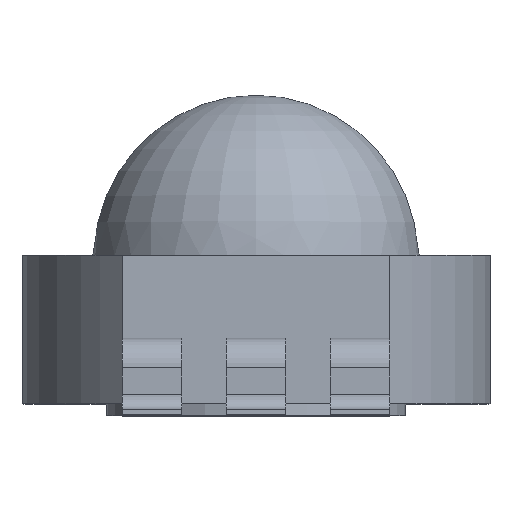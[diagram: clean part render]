
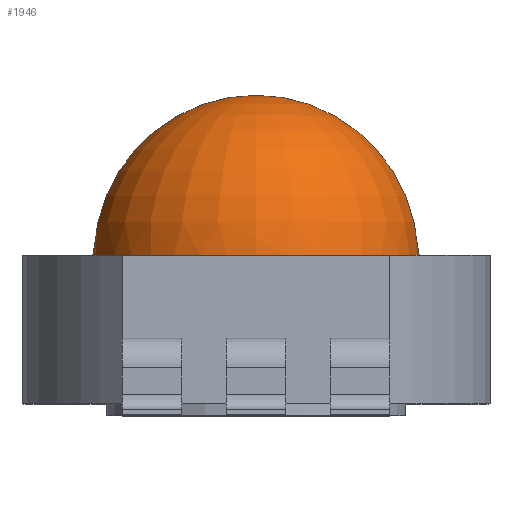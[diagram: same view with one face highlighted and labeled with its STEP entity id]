
A CAD part, top view. The second image highlights one B-rep face of the part: STEP entity #1946.
In plain terms, the highlighted toroidal (fillet/blend) face has major radius 0.001 mm and minor radius 2.75 mm.
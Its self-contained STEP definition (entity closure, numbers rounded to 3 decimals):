
#70=DEGENERATE_TOROIDAL_SURFACE('',#2190,0.,2.75,.T.);
#131=CIRCLE('',#2187,0.);
#132=CIRCLE('',#2189,2.75);
#451=ORIENTED_EDGE('',*,*,#840,.T.);
#452=ORIENTED_EDGE('',*,*,#839,.F.);
#839=EDGE_CURVE('',#1059,#1059,#131,.T.);
#840=EDGE_CURVE('',#1060,#1060,#132,.T.);
#1059=VERTEX_POINT('',#3182);
#1060=VERTEX_POINT('',#3185);
#1631=EDGE_LOOP('',(#451));
#1632=EDGE_LOOP('',(#452));
#1747=FACE_BOUND('',#1631,.T.);
#1748=FACE_BOUND('',#1632,.T.);
#1946=ADVANCED_FACE('',(#1747,#1748),#70,.T.);
#2187=AXIS2_PLACEMENT_3D('',#3181,#2571,#2572);
#2189=AXIS2_PLACEMENT_3D('',#3184,#2575,#2576);
#2190=AXIS2_PLACEMENT_3D('',#3186,#2577,#2578);
#2571=DIRECTION('',(0.,1.,0.));
#2572=DIRECTION('',(0.,0.,1.));
#2575=DIRECTION('',(0.,1.,0.));
#2576=DIRECTION('',(0.,0.,1.));
#2577=DIRECTION('',(0.,-1.,0.));
#2578=DIRECTION('',(0.,0.,-1.));
#3181=CARTESIAN_POINT('',(0.,6.8,0.));
#3182=CARTESIAN_POINT('',(0.,6.8,0.));
#3184=CARTESIAN_POINT('',(0.,4.1,0.));
#3185=CARTESIAN_POINT('',(0.,4.1,2.75));
#3186=CARTESIAN_POINT('',(0.,4.05,0.));
